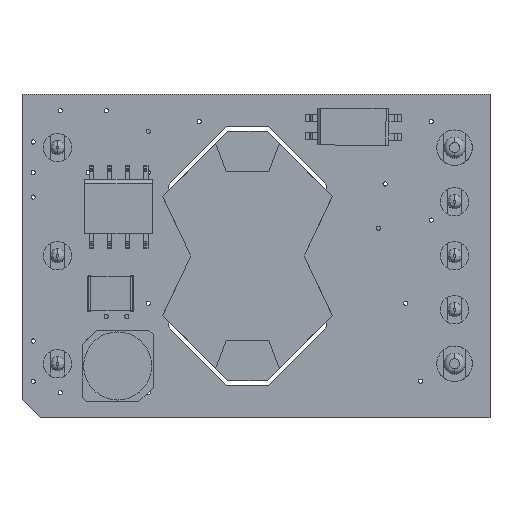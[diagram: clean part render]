
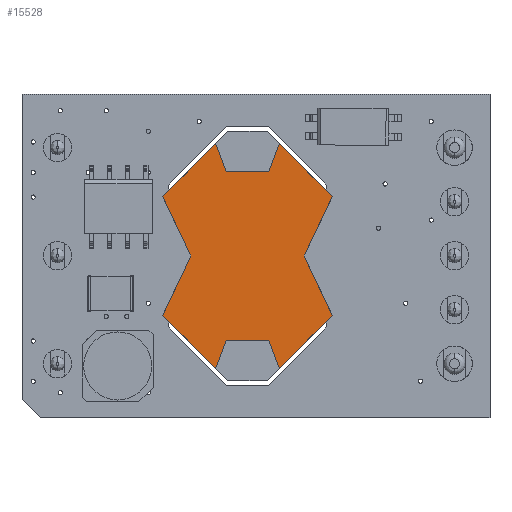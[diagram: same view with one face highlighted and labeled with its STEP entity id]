
A CAD part, front view. The second image highlights one B-rep face of the part: STEP entity #15528.
In plain terms, the highlighted planar face has unit normal (0, -1, 0).
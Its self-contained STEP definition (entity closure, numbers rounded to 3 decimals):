
#15528 = ADVANCED_FACE('',(#15529),#15643,.F.);
#15529 = FACE_BOUND('',#15530,.F.);
#15530 = EDGE_LOOP('',(#15531,#15541,#15549,#15557,#15565,#15573,#15581,
    #15589,#15597,#15605,#15613,#15621,#15629,#15637));
#15531 = ORIENTED_EDGE('',*,*,#15532,.T.);
#15532 = EDGE_CURVE('',#15533,#15535,#15537,.T.);
#15533 = VERTEX_POINT('',#15534);
#15534 = CARTESIAN_POINT('',(-2.85,-3.9,7.932));
#15535 = VERTEX_POINT('',#15536);
#15536 = CARTESIAN_POINT('',(-2.1,-3.9,5.932));
#15537 = LINE('',#15538,#15539);
#15538 = CARTESIAN_POINT('',(-2.85,-3.9,7.932));
#15539 = VECTOR('',#15540,1.);
#15540 = DIRECTION('',(0.351,0.,-0.936));
#15541 = ORIENTED_EDGE('',*,*,#15542,.T.);
#15542 = EDGE_CURVE('',#15535,#15543,#15545,.T.);
#15543 = VERTEX_POINT('',#15544);
#15544 = CARTESIAN_POINT('',(0.9,-3.9,5.932));
#15545 = LINE('',#15546,#15547);
#15546 = CARTESIAN_POINT('',(-2.1,-3.9,5.932));
#15547 = VECTOR('',#15548,1.);
#15548 = DIRECTION('',(1.,0.,0.));
#15549 = ORIENTED_EDGE('',*,*,#15550,.T.);
#15550 = EDGE_CURVE('',#15543,#15551,#15553,.T.);
#15551 = VERTEX_POINT('',#15552);
#15552 = CARTESIAN_POINT('',(1.65,-3.9,7.932));
#15553 = LINE('',#15554,#15555);
#15554 = CARTESIAN_POINT('',(0.9,-3.9,5.932));
#15555 = VECTOR('',#15556,1.);
#15556 = DIRECTION('',(0.351,0.,0.936));
#15557 = ORIENTED_EDGE('',*,*,#15558,.T.);
#15558 = EDGE_CURVE('',#15551,#15559,#15561,.T.);
#15559 = VERTEX_POINT('',#15560);
#15560 = CARTESIAN_POINT('',(5.382,-3.9,4.2));
#15561 = LINE('',#15562,#15563);
#15562 = CARTESIAN_POINT('',(1.65,-3.9,7.932));
#15563 = VECTOR('',#15564,1.);
#15564 = DIRECTION('',(0.707,0.,-0.707));
#15565 = ORIENTED_EDGE('',*,*,#15566,.T.);
#15566 = EDGE_CURVE('',#15559,#15567,#15569,.T.);
#15567 = VERTEX_POINT('',#15568);
#15568 = CARTESIAN_POINT('',(3.4,-3.9,0.));
#15569 = LINE('',#15570,#15571);
#15570 = CARTESIAN_POINT('',(5.382,-3.9,4.2));
#15571 = VECTOR('',#15572,1.);
#15572 = DIRECTION('',(-0.427,0.,-0.904));
#15573 = ORIENTED_EDGE('',*,*,#15574,.T.);
#15574 = EDGE_CURVE('',#15567,#15575,#15577,.T.);
#15575 = VERTEX_POINT('',#15576);
#15576 = CARTESIAN_POINT('',(5.382,-3.9,-4.2));
#15577 = LINE('',#15578,#15579);
#15578 = CARTESIAN_POINT('',(3.4,-3.9,0.));
#15579 = VECTOR('',#15580,1.);
#15580 = DIRECTION('',(0.427,0.,-0.904));
#15581 = ORIENTED_EDGE('',*,*,#15582,.T.);
#15582 = EDGE_CURVE('',#15575,#15583,#15585,.T.);
#15583 = VERTEX_POINT('',#15584);
#15584 = CARTESIAN_POINT('',(1.65,-3.9,-7.932));
#15585 = LINE('',#15586,#15587);
#15586 = CARTESIAN_POINT('',(5.382,-3.9,-4.2));
#15587 = VECTOR('',#15588,1.);
#15588 = DIRECTION('',(-0.707,0.,-0.707));
#15589 = ORIENTED_EDGE('',*,*,#15590,.T.);
#15590 = EDGE_CURVE('',#15583,#15591,#15593,.T.);
#15591 = VERTEX_POINT('',#15592);
#15592 = CARTESIAN_POINT('',(0.9,-3.9,-5.932));
#15593 = LINE('',#15594,#15595);
#15594 = CARTESIAN_POINT('',(1.65,-3.9,-7.932));
#15595 = VECTOR('',#15596,1.);
#15596 = DIRECTION('',(-0.351,0.,0.936));
#15597 = ORIENTED_EDGE('',*,*,#15598,.T.);
#15598 = EDGE_CURVE('',#15591,#15599,#15601,.T.);
#15599 = VERTEX_POINT('',#15600);
#15600 = CARTESIAN_POINT('',(-2.1,-3.9,-5.932));
#15601 = LINE('',#15602,#15603);
#15602 = CARTESIAN_POINT('',(0.9,-3.9,-5.932));
#15603 = VECTOR('',#15604,1.);
#15604 = DIRECTION('',(-1.,0.,0.));
#15605 = ORIENTED_EDGE('',*,*,#15606,.T.);
#15606 = EDGE_CURVE('',#15599,#15607,#15609,.T.);
#15607 = VERTEX_POINT('',#15608);
#15608 = CARTESIAN_POINT('',(-2.85,-3.9,-7.932));
#15609 = LINE('',#15610,#15611);
#15610 = CARTESIAN_POINT('',(-2.1,-3.9,-5.932));
#15611 = VECTOR('',#15612,1.);
#15612 = DIRECTION('',(-0.351,0.,-0.936));
#15613 = ORIENTED_EDGE('',*,*,#15614,.T.);
#15614 = EDGE_CURVE('',#15607,#15615,#15617,.T.);
#15615 = VERTEX_POINT('',#15616);
#15616 = CARTESIAN_POINT('',(-6.582,-3.9,-4.2));
#15617 = LINE('',#15618,#15619);
#15618 = CARTESIAN_POINT('',(-2.85,-3.9,-7.932));
#15619 = VECTOR('',#15620,1.);
#15620 = DIRECTION('',(-0.707,0.,0.707));
#15621 = ORIENTED_EDGE('',*,*,#15622,.T.);
#15622 = EDGE_CURVE('',#15615,#15623,#15625,.T.);
#15623 = VERTEX_POINT('',#15624);
#15624 = CARTESIAN_POINT('',(-4.6,-3.9,0.));
#15625 = LINE('',#15626,#15627);
#15626 = CARTESIAN_POINT('',(-6.582,-3.9,-4.2));
#15627 = VECTOR('',#15628,1.);
#15628 = DIRECTION('',(0.427,0.,0.904));
#15629 = ORIENTED_EDGE('',*,*,#15630,.T.);
#15630 = EDGE_CURVE('',#15623,#15631,#15633,.T.);
#15631 = VERTEX_POINT('',#15632);
#15632 = CARTESIAN_POINT('',(-6.582,-3.9,4.2));
#15633 = LINE('',#15634,#15635);
#15634 = CARTESIAN_POINT('',(-4.6,-3.9,0.));
#15635 = VECTOR('',#15636,1.);
#15636 = DIRECTION('',(-0.427,0.,0.904));
#15637 = ORIENTED_EDGE('',*,*,#15638,.T.);
#15638 = EDGE_CURVE('',#15631,#15533,#15639,.T.);
#15639 = LINE('',#15640,#15641);
#15640 = CARTESIAN_POINT('',(-6.582,-3.9,4.2));
#15641 = VECTOR('',#15642,1.);
#15642 = DIRECTION('',(0.707,0.,0.707));
#15643 = PLANE('',#15644);
#15644 = AXIS2_PLACEMENT_3D('',#15645,#15646,#15647);
#15645 = CARTESIAN_POINT('',(-0.6,-3.9,0.));
#15646 = DIRECTION('',(0.,1.,0.));
#15647 = DIRECTION('',(0.,-0.,1.));
